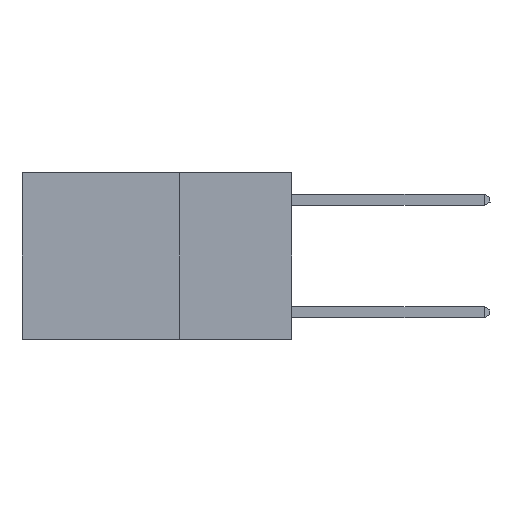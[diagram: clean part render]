
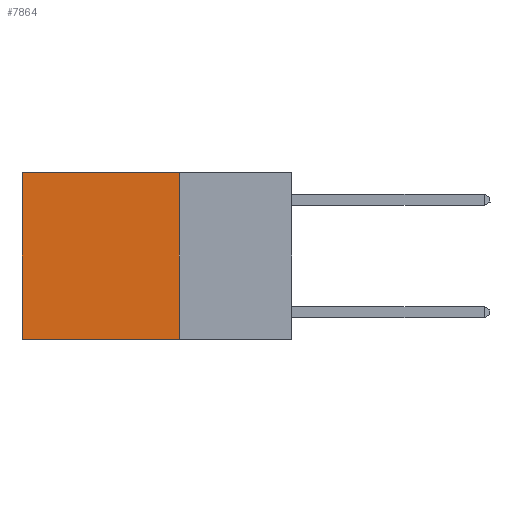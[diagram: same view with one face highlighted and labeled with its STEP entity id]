
A CAD part, left-side view. The second image highlights one B-rep face of the part: STEP entity #7864.
In plain terms, the highlighted planar face has unit normal (-1, 0, 0).
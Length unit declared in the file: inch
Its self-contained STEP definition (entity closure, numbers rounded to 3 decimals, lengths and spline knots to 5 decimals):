
#99 = VECTOR ( 'NONE', #4177, 39.37008 ) ;
#104 = CARTESIAN_POINT ( 'NONE',  ( 0.2625, 0.6, 0. ) ) ;
#113 = VECTOR ( 'NONE', #9548, 39.37008 ) ;
#121 = VERTEX_POINT ( 'NONE', #3526 ) ;
#592 = CARTESIAN_POINT ( 'NONE',  ( 0.2625, 0.25, -0.37 ) ) ;
#758 = ORIENTED_EDGE ( 'NONE', *, *, #4034, .F. ) ;
#951 = FACE_OUTER_BOUND ( 'NONE', #5295, .T. ) ;
#1636 = LINE ( 'NONE', #8627, #99 ) ;
#2039 = ORIENTED_EDGE ( 'NONE', *, *, #2724, .T. ) ;
#2175 = VECTOR ( 'NONE', #2805, 39.37008 ) ;
#2660 = CARTESIAN_POINT ( 'NONE',  ( 0.2625, 0.25, 0. ) ) ;
#2724 = EDGE_CURVE ( 'NONE', #121, #3227, #5913, .T. ) ;
#2805 = DIRECTION ( 'NONE',  ( 0., 1., 0. ) ) ;
#3227 = VERTEX_POINT ( 'NONE', #6150 ) ;
#3526 = CARTESIAN_POINT ( 'NONE',  ( 0.2625, 0.25, 0. ) ) ;
#4034 = EDGE_CURVE ( 'NONE', #121, #5418, #1636, .T. ) ;
#4177 = DIRECTION ( 'NONE',  ( 0., 0., -1. ) ) ;
#4216 = CARTESIAN_POINT ( 'NONE',  ( 0.2625, 0.25, -0.37 ) ) ;
#4276 = DIRECTION ( 'NONE',  ( 1., 0., 0. ) ) ;
#4338 = DIRECTION ( 'NONE',  ( 0., 0., -1. ) ) ;
#4477 = ORIENTED_EDGE ( 'NONE', *, *, #4784, .T. ) ;
#4492 = AXIS2_PLACEMENT_3D ( 'NONE', #6592, #4276, #4338 ) ;
#4562 = VECTOR ( 'NONE', #9241, 39.37008 ) ;
#4784 = EDGE_CURVE ( 'NONE', #3227, #7320, #9362, .T. ) ;
#5295 = EDGE_LOOP ( 'NONE', ( #4477, #6983, #758, #2039 ) ) ;
#5418 = VERTEX_POINT ( 'NONE', #4216 ) ;
#5913 = LINE ( 'NONE', #2660, #113 ) ;
#6150 = CARTESIAN_POINT ( 'NONE',  ( 0.2625, 0.6, 0. ) ) ;
#6592 = CARTESIAN_POINT ( 'NONE',  ( 0.2625, 0.25, 0. ) ) ;
#6983 = ORIENTED_EDGE ( 'NONE', *, *, #7309, .F. ) ;
#7004 = LINE ( 'NONE', #592, #2175 ) ;
#7309 = EDGE_CURVE ( 'NONE', #5418, #7320, #7004, .T. ) ;
#7320 = VERTEX_POINT ( 'NONE', #8078 ) ;
#7864 = ADVANCED_FACE ( 'NONE', ( #951 ), #8172, .F. ) ;
#8078 = CARTESIAN_POINT ( 'NONE',  ( 0.2625, 0.6, -0.37 ) ) ;
#8172 = PLANE ( 'NONE',  #4492 ) ;
#8627 = CARTESIAN_POINT ( 'NONE',  ( 0.2625, 0.25, 0. ) ) ;
#9241 = DIRECTION ( 'NONE',  ( 0., 0., -1. ) ) ;
#9362 = LINE ( 'NONE', #104, #4562 ) ;
#9548 = DIRECTION ( 'NONE',  ( 0., 1., 0. ) ) ;
